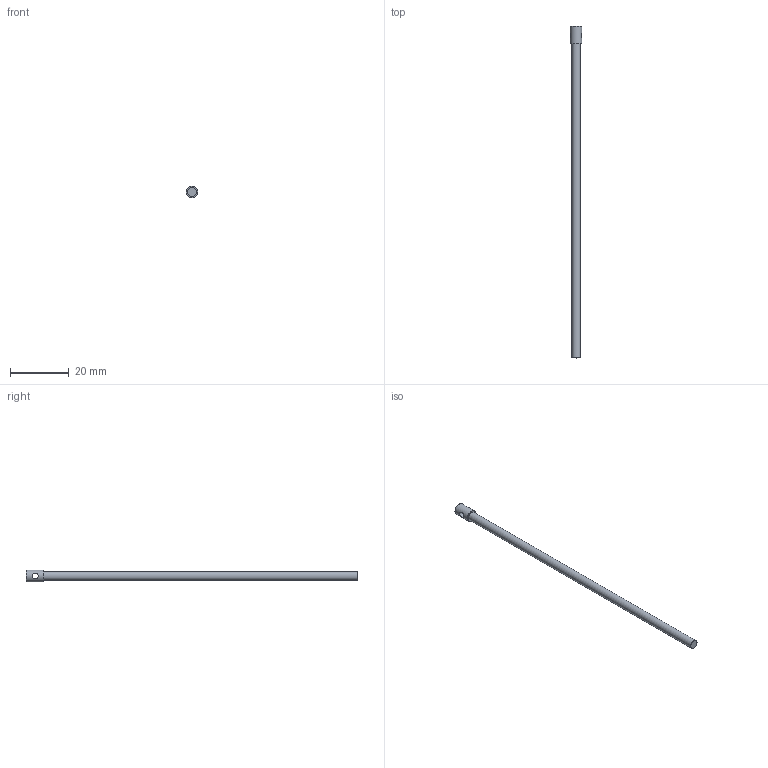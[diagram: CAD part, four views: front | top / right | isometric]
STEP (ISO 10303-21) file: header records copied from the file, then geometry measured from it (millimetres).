
FILE_DESCRIPTION(/* description */ (''),/* implementation_level */ '2;1');
FILE_NAME(/* name */ '',/* time_stamp */ '2023-02-25T21:39:39+08:00',/* author */ (''),/* organization */ (''),/* preprocessor_version */ 'ST-DEVELOPER v19.2',/* originating_system */ 'Autodesk Translation Framework v11.17.0.187',/* authorisation */ '');
FILE_SCHEMA (('AUTOMOTIVE_DESIGN { 1 0 10303 214 3 1 1 }'));
Length unit declared in the file: millimetre
Products named in the file (1): 活塞杆
Bounding box: 4 x 113.2 x 4 mm (x, y, z)
Volume: 821 mm3; surface area: 1127.8 mm2
Topology: 1 solids, 1 shells, 6 faces, 13 edges, 9 vertices
Faces by surface type: cylinder 3, plane 3
Full cylindrical faces by diameter (mm): 2 x1, 3 x1, 4 x1
Entity records: 265 total; most frequent: CARTESIAN_POINT 98, ORIENTED_EDGE 26, DIRECTION 26, EDGE_CURVE 13, AXIS2_PLACEMENT_3D 11, VERTEX_POINT 9, EDGE_LOOP 8, FACE_OUTER_BOUND 6
